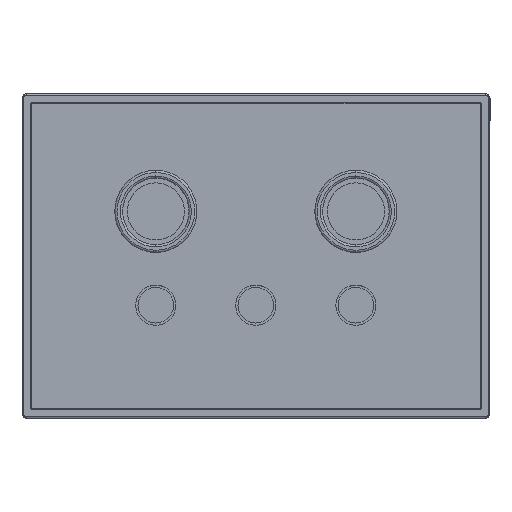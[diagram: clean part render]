
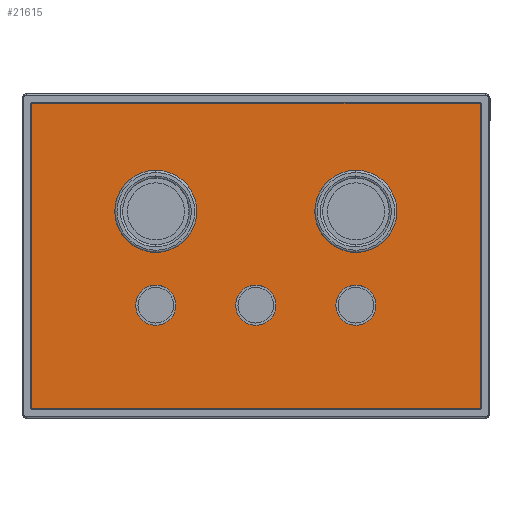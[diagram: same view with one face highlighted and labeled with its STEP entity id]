
A CAD part, top view. The second image highlights one B-rep face of the part: STEP entity #21615.
In plain terms, the highlighted planar face has unit normal (0, 0, 1).
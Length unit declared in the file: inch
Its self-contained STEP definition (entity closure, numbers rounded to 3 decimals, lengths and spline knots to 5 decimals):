
#18370 = CARTESIAN_POINT ( 'NONE',  ( 1.666, 0.87, 0.015 ) ) ;
#18411 = CARTESIAN_POINT ( 'NONE',  ( 0.58175, 0.87, 0.015 ) ) ;
#18412 = CARTESIAN_POINT ( 'NONE',  ( 0.86275, 0.87, 0.015 ) ) ;
#18413 = DIRECTION ( 'NONE',  ( -1., 0., 0. ) ) ;
#18414 = DIRECTION ( 'NONE',  ( 0., 0., -1. ) ) ;
#18415 = CARTESIAN_POINT ( 'NONE',  ( 0.72225, 0.87, 0.015 ) ) ;
#18416 = AXIS2_PLACEMENT_3D ( 'NONE', #18415, #18414, #18413 ) ;
#18417 = CIRCLE ( 'NONE', #18416, 0.1405 ) ;
#18429 = CARTESIAN_POINT ( 'NONE',  ( 1.091, 0.87, 0.015 ) ) ;
#18430 = DIRECTION ( 'NONE',  ( -1., 0., 0. ) ) ;
#18431 = DIRECTION ( 'NONE',  ( 0., 0., 1. ) ) ;
#18432 = CARTESIAN_POINT ( 'NONE',  ( 1.3785, 0.87, 0.015 ) ) ;
#18433 = AXIS2_PLACEMENT_3D ( 'NONE', #18432, #18431, #18430 ) ;
#18434 = CIRCLE ( 'NONE', #18433, 0.2875 ) ;
#18552 = CARTESIAN_POINT ( 'NONE',  ( 0.58175, 2.27, 0.015 ) ) ;
#18553 = CARTESIAN_POINT ( 'NONE',  ( 0.86275, 2.27, 0.015 ) ) ;
#18554 = DIRECTION ( 'NONE',  ( -1., 0., 0. ) ) ;
#18555 = DIRECTION ( 'NONE',  ( 0., 0., -1. ) ) ;
#18556 = CARTESIAN_POINT ( 'NONE',  ( 0.72225, 2.27, 0.015 ) ) ;
#18557 = AXIS2_PLACEMENT_3D ( 'NONE', #18556, #18555, #18554 ) ;
#18558 = CIRCLE ( 'NONE', #18557, 0.1405 ) ;
#18583 = CARTESIAN_POINT ( 'NONE',  ( 0.58175, 1.57, 0.015 ) ) ;
#18584 = CARTESIAN_POINT ( 'NONE',  ( 0.86275, 1.57, 0.015 ) ) ;
#18585 = DIRECTION ( 'NONE',  ( -1., 0., 0. ) ) ;
#18586 = DIRECTION ( 'NONE',  ( 0., 0., -1. ) ) ;
#18587 = CARTESIAN_POINT ( 'NONE',  ( 0.72225, 1.57, 0.015 ) ) ;
#18588 = AXIS2_PLACEMENT_3D ( 'NONE', #18587, #18586, #18585 ) ;
#18589 = CIRCLE ( 'NONE', #18588, 0.1405 ) ;
#18624 = CARTESIAN_POINT ( 'NONE',  ( 2.135, 0., 0.015 ) ) ;
#18625 = DIRECTION ( 'NONE',  ( 0., 1., 0. ) ) ;
#18626 = VECTOR ( 'NONE', #18625, 39.37008 ) ;
#18627 = CARTESIAN_POINT ( 'NONE',  ( 2.135, 1.57, 0.015 ) ) ;
#18628 = LINE ( 'NONE', #18627, #18626 ) ;
#18630 = CARTESIAN_POINT ( 'NONE',  ( 1.091, 2.27, 0.015 ) ) ;
#18631 = DIRECTION ( 'NONE',  ( -1., 0., 0. ) ) ;
#18632 = DIRECTION ( 'NONE',  ( 0., 0., -1. ) ) ;
#18633 = CARTESIAN_POINT ( 'NONE',  ( 1.3785, 2.27, 0.015 ) ) ;
#18634 = AXIS2_PLACEMENT_3D ( 'NONE', #18633, #18632, #18631 ) ;
#18635 = CIRCLE ( 'NONE', #18634, 0.2875 ) ;
#18636 = CARTESIAN_POINT ( 'NONE',  ( 1.666, 2.27, 0.015 ) ) ;
#18691 = CARTESIAN_POINT ( 'NONE',  ( 0., 0., 0.015 ) ) ;
#18692 = CARTESIAN_POINT ( 'NONE',  ( 0., 3.14, 0.015 ) ) ;
#18693 = DIRECTION ( 'NONE',  ( 0., -1., 0. ) ) ;
#18694 = VECTOR ( 'NONE', #18693, 39.37008 ) ;
#18695 = CARTESIAN_POINT ( 'NONE',  ( 0., 1.57, 0.015 ) ) ;
#18699 = LINE ( 'NONE', #18695, #18694 ) ;
#18703 = DIRECTION ( 'NONE',  ( -1., 0., 0. ) ) ;
#18704 = DIRECTION ( 'NONE',  ( 0., 0., -1. ) ) ;
#18705 = CARTESIAN_POINT ( 'NONE',  ( 1.3785, 2.27, 0.015 ) ) ;
#18706 = AXIS2_PLACEMENT_3D ( 'NONE', #18705, #18704, #18703 ) ;
#18711 = CIRCLE ( 'NONE', #18706, 0.2875 ) ;
#18714 = CARTESIAN_POINT ( 'NONE',  ( 2.135, 3.14, 0.015 ) ) ;
#18715 = DIRECTION ( 'NONE',  ( -1., 0., 0. ) ) ;
#18716 = VECTOR ( 'NONE', #18715, 39.37008 ) ;
#18717 = CARTESIAN_POINT ( 'NONE',  ( 1.0675, 3.14, 0.015 ) ) ;
#18718 = LINE ( 'NONE', #18717, #18716 ) ;
#18719 = CIRCLE ( 'NONE', #18724, 0.1405 ) ;
#18724 = AXIS2_PLACEMENT_3D ( 'NONE', #18782, #18781, #18780 ) ;
#18732 = DIRECTION ( 'NONE',  ( -1., 0., 0. ) ) ;
#18733 = DIRECTION ( 'NONE',  ( 0., 0., -1. ) ) ;
#18734 = CARTESIAN_POINT ( 'NONE',  ( 0.72225, 0.87, 0.015 ) ) ;
#18735 = AXIS2_PLACEMENT_3D ( 'NONE', #18734, #18733, #18732 ) ;
#18736 = CIRCLE ( 'NONE', #18735, 0.1405 ) ;
#18765 = DIRECTION ( 'NONE',  ( 1., 0., 0. ) ) ;
#18766 = VECTOR ( 'NONE', #18765, 39.37008 ) ;
#18767 = CARTESIAN_POINT ( 'NONE',  ( 1.0675, 0., 0.015 ) ) ;
#18768 = LINE ( 'NONE', #18767, #18766 ) ;
#18780 = DIRECTION ( 'NONE',  ( -1., 0., 0. ) ) ;
#18781 = DIRECTION ( 'NONE',  ( 0., 0., -1. ) ) ;
#18782 = CARTESIAN_POINT ( 'NONE',  ( 0.72225, 2.27, 0.015 ) ) ;
#18783 = FACE_OUTER_BOUND ( 'NONE', #21608, .T. ) ;
#18784 = FACE_BOUND ( 'NONE', #21604, .T. ) ;
#18785 = FACE_BOUND ( 'NONE', #21624, .T. ) ;
#18786 = FACE_BOUND ( 'NONE', #21622, .T. ) ;
#18787 = FACE_BOUND ( 'NONE', #21619, .T. ) ;
#18788 = FACE_BOUND ( 'NONE', #21616, .T. ) ;
#18794 = DIRECTION ( 'NONE',  ( -1., 0., 0. ) ) ;
#18795 = DIRECTION ( 'NONE',  ( 0., 0., 1. ) ) ;
#18796 = AXIS2_PLACEMENT_3D ( 'NONE', #18801, #18795, #18794 ) ;
#18797 = CIRCLE ( 'NONE', #18796, 0.2875 ) ;
#18801 = CARTESIAN_POINT ( 'NONE',  ( 1.3785, 0.87, 0.015 ) ) ;
#18833 = DIRECTION ( 'NONE',  ( -1., 0., 0. ) ) ;
#18834 = DIRECTION ( 'NONE',  ( 0., 0., -1. ) ) ;
#18835 = CARTESIAN_POINT ( 'NONE',  ( 0.72225, 1.57, 0.015 ) ) ;
#18836 = AXIS2_PLACEMENT_3D ( 'NONE', #18835, #18834, #18833 ) ;
#18840 = CIRCLE ( 'NONE', #18836, 0.1405 ) ;
#18843 = DIRECTION ( 'NONE',  ( 1., 0., 0. ) ) ;
#18844 = DIRECTION ( 'NONE',  ( 0., 0., 1. ) ) ;
#18845 = CARTESIAN_POINT ( 'NONE',  ( -0.10675, -0.157, 0.015 ) ) ;
#18846 = AXIS2_PLACEMENT_3D ( 'NONE', #18845, #18844, #18843 ) ;
#18847 = PLANE ( 'NONE',  #18846 ) ;
#21393 = VERTEX_POINT ( 'NONE', #18370 ) ;
#21395 = EDGE_CURVE ( 'NONE', #21393, #21396, #18434, .T. ) ;
#21396 = VERTEX_POINT ( 'NONE', #18429 ) ;
#21402 = EDGE_CURVE ( 'NONE', #21403, #21404, #18417, .T. ) ;
#21403 = VERTEX_POINT ( 'NONE', #18412 ) ;
#21404 = VERTEX_POINT ( 'NONE', #18411 ) ;
#21454 = EDGE_CURVE ( 'NONE', #21455, #21456, #18558, .T. ) ;
#21455 = VERTEX_POINT ( 'NONE', #18553 ) ;
#21456 = VERTEX_POINT ( 'NONE', #18552 ) ;
#21471 = EDGE_CURVE ( 'NONE', #21472, #21473, #18589, .T. ) ;
#21472 = VERTEX_POINT ( 'NONE', #18584 ) ;
#21473 = VERTEX_POINT ( 'NONE', #18583 ) ;
#21508 = VERTEX_POINT ( 'NONE', #18636 ) ;
#21510 = EDGE_CURVE ( 'NONE', #21511, #21508, #18635, .T. ) ;
#21511 = VERTEX_POINT ( 'NONE', #18630 ) ;
#21517 = EDGE_CURVE ( 'NONE', #21518, #21537, #18628, .T. ) ;
#21518 = VERTEX_POINT ( 'NONE', #18624 ) ;
#21536 = EDGE_CURVE ( 'NONE', #21537, #21551, #18718, .T. ) ;
#21537 = VERTEX_POINT ( 'NONE', #18714 ) ;
#21546 = EDGE_CURVE ( 'NONE', #21508, #21511, #18711, .T. ) ;
#21550 = EDGE_CURVE ( 'NONE', #21551, #21552, #18699, .T. ) ;
#21551 = VERTEX_POINT ( 'NONE', #18692 ) ;
#21552 = VERTEX_POINT ( 'NONE', #18691 ) ;
#21561 = EDGE_CURVE ( 'NONE', #21404, #21403, #18736, .T. ) ;
#21570 = EDGE_CURVE ( 'NONE', #21456, #21455, #18719, .T. ) ;
#21578 = EDGE_CURVE ( 'NONE', #21552, #21518, #18768, .T. ) ;
#21601 = ORIENTED_EDGE ( 'NONE', *, *, #21454, .T. ) ;
#21602 = ORIENTED_EDGE ( 'NONE', *, *, #21510, .T. ) ;
#21603 = ORIENTED_EDGE ( 'NONE', *, *, #21546, .T. ) ;
#21604 = EDGE_LOOP ( 'NONE', ( #21605, #21607 ) ) ;
#21605 = ORIENTED_EDGE ( 'NONE', *, *, #21606, .F. ) ;
#21606 = EDGE_CURVE ( 'NONE', #21396, #21393, #18797, .T. ) ;
#21607 = ORIENTED_EDGE ( 'NONE', *, *, #21395, .F. ) ;
#21608 = EDGE_LOOP ( 'NONE', ( #21609, #21610, #21611, #21664 ) ) ;
#21609 = ORIENTED_EDGE ( 'NONE', *, *, #21578, .T. ) ;
#21610 = ORIENTED_EDGE ( 'NONE', *, *, #21517, .T. ) ;
#21611 = ORIENTED_EDGE ( 'NONE', *, *, #21536, .T. ) ;
#21615 = ADVANCED_FACE ( 'NONE', ( #18788, #18787, #18786, #18785, #18784, #18783 ), #18847, .T. ) ;
#21616 = EDGE_LOOP ( 'NONE', ( #21617, #21618 ) ) ;
#21617 = ORIENTED_EDGE ( 'NONE', *, *, #21561, .T. ) ;
#21618 = ORIENTED_EDGE ( 'NONE', *, *, #21402, .T. ) ;
#21619 = EDGE_LOOP ( 'NONE', ( #21620, #21621 ) ) ;
#21620 = ORIENTED_EDGE ( 'NONE', *, *, #21629, .T. ) ;
#21621 = ORIENTED_EDGE ( 'NONE', *, *, #21471, .T. ) ;
#21622 = EDGE_LOOP ( 'NONE', ( #21623, #21601 ) ) ;
#21623 = ORIENTED_EDGE ( 'NONE', *, *, #21570, .T. ) ;
#21624 = EDGE_LOOP ( 'NONE', ( #21602, #21603 ) ) ;
#21629 = EDGE_CURVE ( 'NONE', #21473, #21472, #18840, .T. ) ;
#21664 = ORIENTED_EDGE ( 'NONE', *, *, #21550, .T. ) ;
